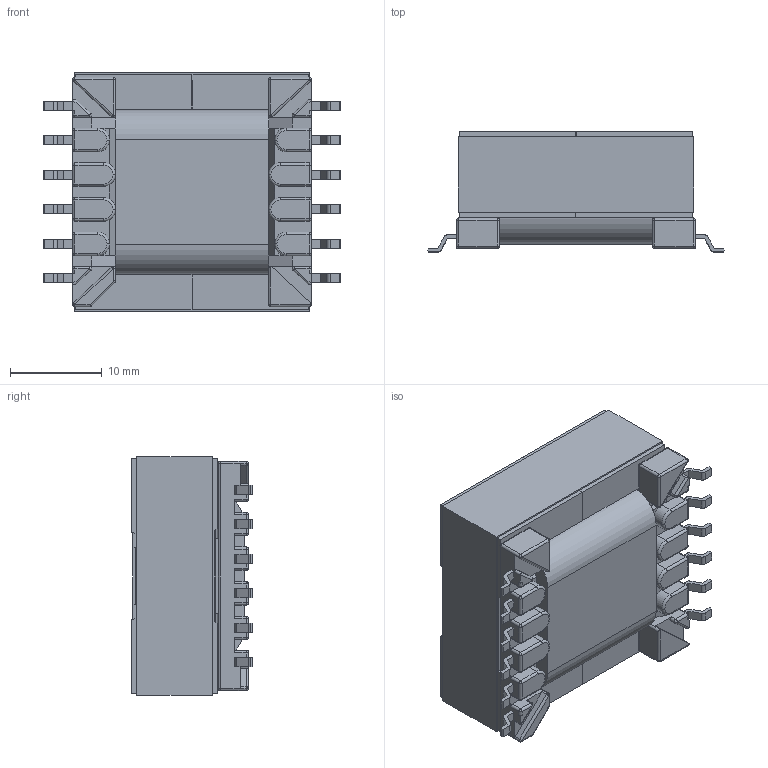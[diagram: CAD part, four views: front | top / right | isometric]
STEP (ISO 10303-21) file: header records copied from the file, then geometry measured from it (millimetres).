
FILE_DESCRIPTION (( 'STEP AP214' ), '1' );
FILE_NAME ('EFD25_4476TAPE.STEP', '2021-03-10T22:46:31', ( '' ), ( '' ), 'SwSTEP 2.0', 'SolidWorks 2017', '' );
FILE_SCHEMA (( 'AUTOMOTIVE_DESIGN' ));
Length unit declared in the file: inch
Products named in the file (5): 150-2104_6B; 070-4476_coil; 070-4476_6H; EFD25_4476TAPE; 440-9991-2104
Assembly tree (5 placements, depth 2):
  EFD25_4476TAPE
    070-4476_6H
    070-4476_coil
    150-2104_6B  x2
    440-9991-2104
Bounding box: 32.31 x 13.11 x 25.97 mm (x, y, z)
Volume: 7122.3 mm3; surface area: 9009.3 mm2
Topology: 5 solids, 5 shells, 560 faces, 1457 edges, 887 vertices
Faces by surface type: plane 312, cylinder 174, torus 41, sphere 33
Entity records: 18422 total; most frequent: CARTESIAN_POINT 2845, DIRECTION 2817, ORIENTED_EDGE 2708, EDGE_CURVE 1354, AXIS2_PLACEMENT_3D 945, LINE 927, VECTOR 927, VERTEX_POINT 841
